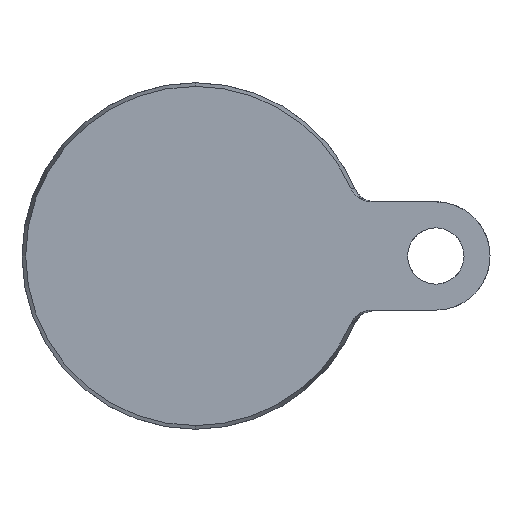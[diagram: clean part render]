
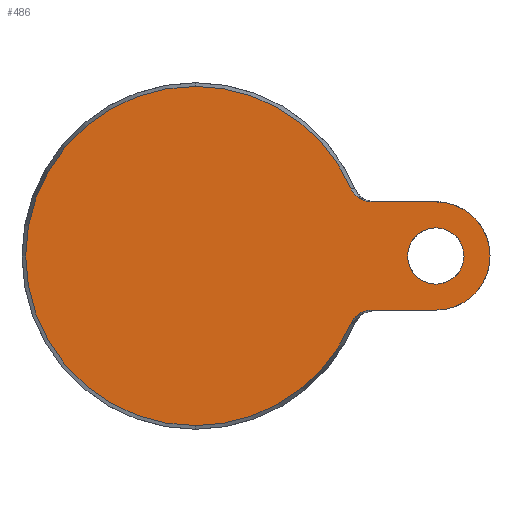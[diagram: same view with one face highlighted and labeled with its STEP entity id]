
A CAD part, front view. The second image highlights one B-rep face of the part: STEP entity #486.
In plain terms, the highlighted planar face has unit normal (0, -1, 0).
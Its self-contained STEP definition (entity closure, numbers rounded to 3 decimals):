
#5 = VERTEX_POINT ( 'NONE', #683 ) ;
#6 = EDGE_CURVE ( 'NONE', #804, #632, #844, .T. ) ;
#20 = DIRECTION ( 'NONE',  ( 0., 1., 0. ) ) ;
#33 = VERTEX_POINT ( 'NONE', #166 ) ;
#45 = EDGE_LOOP ( 'NONE', ( #387, #1086 ) ) ;
#49 = CARTESIAN_POINT ( 'NONE',  ( 40.085, 0., -12.5 ) ) ;
#61 = CARTESIAN_POINT ( 'NONE',  ( -39.143, 0., 0. ) ) ;
#69 = ORIENTED_EDGE ( 'NONE', *, *, #739, .T. ) ;
#71 = EDGE_CURVE ( 'NONE', #124, #33, #501, .T. ) ;
#72 = DIRECTION ( 'NONE',  ( 0., 1., 0. ) ) ;
#103 = CARTESIAN_POINT ( 'NONE',  ( 0., 0., 0. ) ) ;
#112 = CARTESIAN_POINT ( 'NONE',  ( 55.5, 0., 0. ) ) ;
#113 = CARTESIAN_POINT ( 'NONE',  ( 36.388, 0., 14.659 ) ) ;
#120 = VERTEX_POINT ( 'NONE', #1090 ) ;
#124 = VERTEX_POINT ( 'NONE', #819 ) ;
#141 = FACE_OUTER_BOUND ( 'NONE', #782, .T. ) ;
#149 = VERTEX_POINT ( 'NONE', #1107 ) ;
#154 = VERTEX_POINT ( 'NONE', #1084 ) ;
#156 = CIRCLE ( 'NONE', #1062, 39.143 ) ;
#166 = CARTESIAN_POINT ( 'NONE',  ( 40.579, 0., -12.5 ) ) ;
#195 = DIRECTION ( 'NONE',  ( 0., 0., 1. ) ) ;
#221 = CARTESIAN_POINT ( 'NONE',  ( 40.085, 0., 12.5 ) ) ;
#224 = CARTESIAN_POINT ( 'NONE',  ( 0., 0., 0. ) ) ;
#227 = CARTESIAN_POINT ( 'NONE',  ( 37.4, 0., 13.603 ) ) ;
#230 = ORIENTED_EDGE ( 'NONE', *, *, #787, .F. ) ;
#232 = CARTESIAN_POINT ( 'NONE',  ( 39.592, 0., -12.572 ) ) ;
#233 = AXIS2_PLACEMENT_3D ( 'NONE', #818, #72, #439 ) ;
#270 = ORIENTED_EDGE ( 'NONE', *, *, #348, .F. ) ;
#272 = VECTOR ( 'NONE', #778, 1000. ) ;
#304 = ORIENTED_EDGE ( 'NONE', *, *, #764, .T. ) ;
#309 = CIRCLE ( 'NONE', #791, 39.143 ) ;
#313 = CARTESIAN_POINT ( 'NONE',  ( 40.579, 0., 12.5 ) ) ;
#324 = PLANE ( 'NONE',  #904 ) ;
#348 = EDGE_CURVE ( 'NONE', #120, #33, #585, .T. ) ;
#350 = CARTESIAN_POINT ( 'NONE',  ( 37.591, 0., -13.458 ) ) ;
#377 = CARTESIAN_POINT ( 'NONE',  ( 37.598, 0., 13.453 ) ) ;
#383 = DIRECTION ( 'NONE',  ( 1., 0., 0. ) ) ;
#387 = ORIENTED_EDGE ( 'NONE', *, *, #610, .T. ) ;
#390 = CARTESIAN_POINT ( 'NONE',  ( 37.032, 0., 13.927 ) ) ;
#401 = VERTEX_POINT ( 'NONE', #1157 ) ;
#402 = CARTESIAN_POINT ( 'NONE',  ( 15., 0., 12.5 ) ) ;
#404 = AXIS2_PLACEMENT_3D ( 'NONE', #983, #435, #195 ) ;
#406 = CIRCLE ( 'NONE', #757, 12.5 ) ;
#417 = ORIENTED_EDGE ( 'NONE', *, *, #6, .T. ) ;
#419 = CARTESIAN_POINT ( 'NONE',  ( 40.579, 0., -12.5 ) ) ;
#428 = DIRECTION ( 'NONE',  ( 0., -1., 0. ) ) ;
#435 = DIRECTION ( 'NONE',  ( 0., 1., 0. ) ) ;
#439 = DIRECTION ( 'NONE',  ( 0., 0., 1. ) ) ;
#471 = VERTEX_POINT ( 'NONE', #616 ) ;
#472 = DIRECTION ( 'NONE',  ( 0., -1., 0. ) ) ;
#476 = CARTESIAN_POINT ( 'NONE',  ( 35.928, 0., 15.535 ) ) ;
#486 = ADVANCED_FACE ( 'NONE', ( #141, #509 ), #324, .F. ) ;
#495 = CARTESIAN_POINT ( 'NONE',  ( 38.221, 0., 13.07 ) ) ;
#501 = B_SPLINE_CURVE_WITH_KNOTS ( 'NONE', 3,
 ( #703, #898, #967, #532, #603, #1070, #350, #985, #1173, #1163, #521, #232, #49, #419 ),
 .UNSPECIFIED., .F., .F.,
 ( 4, 2, 2, 2, 2, 2, 4 ),
 ( 0., 0.001, 0.002, 0.003, 0.004, 0.004, 0.006 ),
 .UNSPECIFIED. ) ;
#509 = FACE_BOUND ( 'NONE', #45, .T. ) ;
#521 = CARTESIAN_POINT ( 'NONE',  ( 38.891, 0., -12.781 ) ) ;
#532 = CARTESIAN_POINT ( 'NONE',  ( 36.857, 0., -14.106 ) ) ;
#538 = EDGE_CURVE ( 'NONE', #5, #154, #695, .T. ) ;
#585 = LINE ( 'NONE', #1118, #272 ) ;
#594 = DIRECTION ( 'NONE',  ( 0., -1., 0. ) ) ;
#603 = CARTESIAN_POINT ( 'NONE',  ( 37.031, 0., -13.929 ) ) ;
#610 = EDGE_CURVE ( 'NONE', #154, #5, #1002, .T. ) ;
#611 = DIRECTION ( 'NONE',  ( 0., 0., 1. ) ) ;
#616 = CARTESIAN_POINT ( 'NONE',  ( 40.579, 0., 12.5 ) ) ;
#632 = VERTEX_POINT ( 'NONE', #814 ) ;
#647 = ORIENTED_EDGE ( 'NONE', *, *, #883, .T. ) ;
#671 = LINE ( 'NONE', #402, #884 ) ;
#673 = AXIS2_PLACEMENT_3D ( 'NONE', #224, #594, #953 ) ;
#683 = CARTESIAN_POINT ( 'NONE',  ( 55.5, 0., 6.5 ) ) ;
#686 = CARTESIAN_POINT ( 'NONE',  ( 38.665, 0., 12.866 ) ) ;
#695 = CIRCLE ( 'NONE', #404, 6.5 ) ;
#696 = DIRECTION ( 'NONE',  ( 0., 1., 0. ) ) ;
#703 = CARTESIAN_POINT ( 'NONE',  ( 35.928, 0., -15.535 ) ) ;
#739 = EDGE_CURVE ( 'NONE', #471, #804, #970, .T. ) ;
#743 = DIRECTION ( 'NONE',  ( 0., 0., -1. ) ) ;
#749 = DIRECTION ( 'NONE',  ( 0., 0., -1. ) ) ;
#757 = AXIS2_PLACEMENT_3D ( 'NONE', #112, #20, #743 ) ;
#763 = CARTESIAN_POINT ( 'NONE',  ( 36.124, 0., 15.081 ) ) ;
#764 = EDGE_CURVE ( 'NONE', #632, #401, #309, .T. ) ;
#777 = CARTESIAN_POINT ( 'NONE',  ( 38.897, 0., 12.778 ) ) ;
#778 = DIRECTION ( 'NONE',  ( -1., 0., 0. ) ) ;
#782 = EDGE_LOOP ( 'NONE', ( #230, #69, #417, #304, #647, #1034, #270, #959 ) ) ;
#787 = EDGE_CURVE ( 'NONE', #471, #149, #671, .T. ) ;
#791 = AXIS2_PLACEMENT_3D ( 'NONE', #103, #472, #749 ) ;
#804 = VERTEX_POINT ( 'NONE', #1128 ) ;
#805 = DIRECTION ( 'NONE',  ( 0., 0., -1. ) ) ;
#814 = CARTESIAN_POINT ( 'NONE',  ( 0., 0., 39.143 ) ) ;
#818 = CARTESIAN_POINT ( 'NONE',  ( 55.5, 0., 0. ) ) ;
#819 = CARTESIAN_POINT ( 'NONE',  ( 35.928, 0., -15.535 ) ) ;
#844 = CIRCLE ( 'NONE', #673, 39.143 ) ;
#850 = CARTESIAN_POINT ( 'NONE',  ( 39.603, 0., 12.57 ) ) ;
#883 = EDGE_CURVE ( 'NONE', #401, #124, #156, .T. ) ;
#884 = VECTOR ( 'NONE', #383, 1000. ) ;
#898 = CARTESIAN_POINT ( 'NONE',  ( 36.124, 0., -15.081 ) ) ;
#904 = AXIS2_PLACEMENT_3D ( 'NONE', #61, #696, #611 ) ;
#946 = EDGE_CURVE ( 'NONE', #149, #120, #406, .T. ) ;
#953 = DIRECTION ( 'NONE',  ( 0., 0., -1. ) ) ;
#959 = ORIENTED_EDGE ( 'NONE', *, *, #946, .F. ) ;
#967 = CARTESIAN_POINT ( 'NONE',  ( 36.381, 0., -14.668 ) ) ;
#970 = B_SPLINE_CURVE_WITH_KNOTS ( 'NONE', 3,
 ( #313, #221, #850, #777, #686, #495, #1049, #377, #227, #390, #1110, #113, #763, #476 ),
 .UNSPECIFIED., .F., .F.,
 ( 4, 2, 2, 2, 2, 2, 4 ),
 ( 0., 0.001, 0.002, 0.003, 0.004, 0.004, 0.006 ),
 .UNSPECIFIED. ) ;
#983 = CARTESIAN_POINT ( 'NONE',  ( 55.5, 0., 0. ) ) ;
#985 = CARTESIAN_POINT ( 'NONE',  ( 38., 0., -13.192 ) ) ;
#1002 = CIRCLE ( 'NONE', #233, 6.5 ) ;
#1034 = ORIENTED_EDGE ( 'NONE', *, *, #71, .T. ) ;
#1049 = CARTESIAN_POINT ( 'NONE',  ( 38.008, 0., 13.187 ) ) ;
#1062 = AXIS2_PLACEMENT_3D ( 'NONE', #1081, #428, #805 ) ;
#1070 = CARTESIAN_POINT ( 'NONE',  ( 37.397, 0., -13.606 ) ) ;
#1081 = CARTESIAN_POINT ( 'NONE',  ( 0., 0., 0. ) ) ;
#1084 = CARTESIAN_POINT ( 'NONE',  ( 55.5, 0., -6.5 ) ) ;
#1086 = ORIENTED_EDGE ( 'NONE', *, *, #538, .T. ) ;
#1090 = CARTESIAN_POINT ( 'NONE',  ( 55.5, 0., -12.5 ) ) ;
#1107 = CARTESIAN_POINT ( 'NONE',  ( 55.5, 0., 12.5 ) ) ;
#1110 = CARTESIAN_POINT ( 'NONE',  ( 36.861, 0., 14.101 ) ) ;
#1118 = CARTESIAN_POINT ( 'NONE',  ( 15., 0., -12.5 ) ) ;
#1128 = CARTESIAN_POINT ( 'NONE',  ( 35.928, 0., 15.535 ) ) ;
#1157 = CARTESIAN_POINT ( 'NONE',  ( 0., 0., -39.143 ) ) ;
#1163 = CARTESIAN_POINT ( 'NONE',  ( 38.663, 0., -12.866 ) ) ;
#1173 = CARTESIAN_POINT ( 'NONE',  ( 38.218, 0., -13.072 ) ) ;
